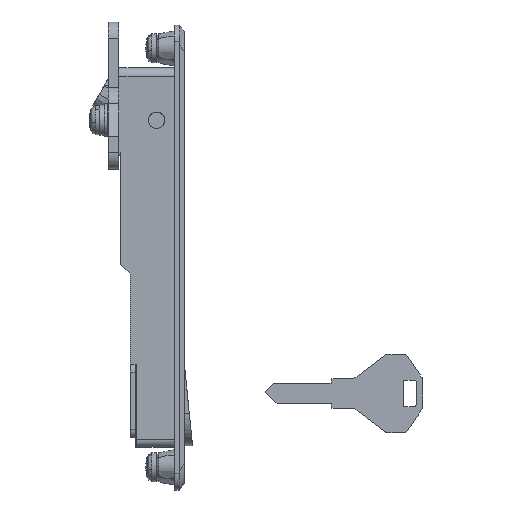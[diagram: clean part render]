
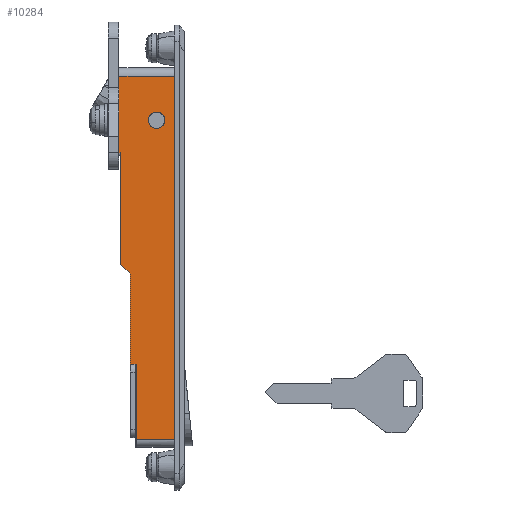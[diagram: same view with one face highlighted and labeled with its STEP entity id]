
A CAD part, left-side view. The second image highlights one B-rep face of the part: STEP entity #10284.
In plain terms, the highlighted free-form (B-spline) face has degree [1, 1] with [2, 2] control points.
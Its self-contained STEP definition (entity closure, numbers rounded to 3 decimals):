
#6439=CARTESIAN_POINT('',(7.252,13.0,-20.217));
#6440=VERTEX_POINT('',#6439);
#6446=CARTESIAN_POINT('',(8.,13.0,-22.));
#6447=VERTEX_POINT('',#6446);
#6448=CARTESIAN_POINT('',(8.,13.0,-22.));
#6449=CARTESIAN_POINT('',(8.,13.,-21.648));
#6450=CARTESIAN_POINT('',(7.858,13.,-20.987));
#6451=CARTESIAN_POINT('',(7.474,13.,-20.434));
#6452=CARTESIAN_POINT('',(7.252,13.0,-20.217));
#6453=B_SPLINE_CURVE_WITH_KNOTS('',3,(#6448,#6449,#6450,#6451,#6452),.UNSPECIFIED.,.F.,.U.,(4,1,4),(0.,1.055,1.985),.UNSPECIFIED.);
#6454=EDGE_CURVE('',#6447,#6440,#6453,.T.);
#6456=CARTESIAN_POINT('',(5.5,13.0,-24.5));
#6457=VERTEX_POINT('',#6456);
#6458=CARTESIAN_POINT('',(5.5,13.0,-24.5));
#6459=CARTESIAN_POINT('',(5.807,13.,-24.5));
#6460=CARTESIAN_POINT('',(6.297,13.0,-24.408));
#6461=CARTESIAN_POINT('',(6.992,13.0,-24.048));
#6462=CARTESIAN_POINT('',(7.548,13.,-23.519));
#6463=CARTESIAN_POINT('',(7.921,13.,-22.777));
#6464=CARTESIAN_POINT('',(8.,13.,-22.245));
#6465=CARTESIAN_POINT('',(8.,13.0,-22.));
#6466=B_SPLINE_CURVE_WITH_KNOTS('',3,(#6458,#6459,#6460,#6461,#6462,#6463,#6464,#6465),.UNSPECIFIED.,.F.,.U.,(4,1,1,1,1,4),(0.,0.92,1.473,2.332,3.191,3.927),.UNSPECIFIED.);
#6467=EDGE_CURVE('',#6457,#6447,#6466,.T.);
#6469=CARTESIAN_POINT('',(3.,13.0,-22.));
#6470=VERTEX_POINT('',#6469);
#6471=CARTESIAN_POINT('',(3.,13.0,-22.));
#6472=CARTESIAN_POINT('',(3.,13.,-22.245));
#6473=CARTESIAN_POINT('',(3.061,13.0,-22.654));
#6474=CARTESIAN_POINT('',(3.289,13.0,-23.205));
#6475=CARTESIAN_POINT('',(3.615,13.0,-23.68));
#6476=CARTESIAN_POINT('',(4.032,13.,-24.049));
#6477=CARTESIAN_POINT('',(4.662,13.,-24.396));
#6478=CARTESIAN_POINT('',(5.152,13.,-24.5));
#6479=CARTESIAN_POINT('',(5.5,13.0,-24.5));
#6480=B_SPLINE_CURVE_WITH_KNOTS('',3,(#6471,#6472,#6473,#6474,#6475,#6476,#6477,#6478,#6479),.UNSPECIFIED.,.F.,.U.,(4,1,1,1,1,1,4),(0.,0.736,1.227,1.78,2.454,2.884,3.927),.UNSPECIFIED.);
#6481=EDGE_CURVE('',#6470,#6457,#6480,.T.);
#6483=CARTESIAN_POINT('',(3.717,13.0,-20.248));
#6484=VERTEX_POINT('',#6483);
#6485=CARTESIAN_POINT('',(3.717,13.0,-20.248));
#6486=CARTESIAN_POINT('',(3.504,13.,-20.464));
#6487=CARTESIAN_POINT('',(3.136,13.,-21.009));
#6488=CARTESIAN_POINT('',(3.,13.,-21.656));
#6489=CARTESIAN_POINT('',(3.,13.0,-22.));
#6490=B_SPLINE_CURVE_WITH_KNOTS('',3,(#6485,#6486,#6487,#6488,#6489),.UNSPECIFIED.,.F.,.U.,(4,1,4),(0.,0.91,1.942),.UNSPECIFIED.);
#6491=EDGE_CURVE('',#6484,#6470,#6490,.T.);
#6526=CARTESIAN_POINT('',(5.5,13.0,-19.5));
#6527=VERTEX_POINT('',#6526);
#6528=CARTESIAN_POINT('',(5.5,13.0,-19.5));
#6529=CARTESIAN_POINT('',(5.19,13.,-19.5));
#6530=CARTESIAN_POINT('',(4.528,13.,-19.625));
#6531=CARTESIAN_POINT('',(3.963,13.,-19.997));
#6532=CARTESIAN_POINT('',(3.717,13.0,-20.248));
#6533=B_SPLINE_CURVE_WITH_KNOTS('',3,(#6528,#6529,#6530,#6531,#6532),.UNSPECIFIED.,.F.,.U.,(4,1,4),(0.,0.931,1.985),.UNSPECIFIED.);
#6534=EDGE_CURVE('',#6527,#6484,#6533,.T.);
#6536=CARTESIAN_POINT('',(7.252,13.0,-20.217));
#6537=CARTESIAN_POINT('',(7.079,13.,-20.047));
#6538=CARTESIAN_POINT('',(6.716,13.,-19.781));
#6539=CARTESIAN_POINT('',(6.107,13.,-19.549));
#6540=CARTESIAN_POINT('',(5.702,13.,-19.5));
#6541=CARTESIAN_POINT('',(5.5,13.0,-19.5));
#6542=B_SPLINE_CURVE_WITH_KNOTS('',3,(#6536,#6537,#6538,#6539,#6540,#6541),.UNSPECIFIED.,.F.,.U.,(4,1,1,4),(0.,0.728,1.335,1.942),.UNSPECIFIED.);
#6543=EDGE_CURVE('',#6440,#6527,#6542,.T.);
#8870=CARTESIAN_POINT('',(11.7,13.0,-96.5));
#8871=VERTEX_POINT('',#8870);
#8877=CARTESIAN_POINT('',(13.5,13.0,-96.5));
#8878=VERTEX_POINT('',#8877);
#8879=CARTESIAN_POINT('',(11.7,13.0,-96.5));
#8880=CARTESIAN_POINT('',(13.5,13.0,-96.5));
#8881=QUASI_UNIFORM_CURVE('',1,(#8879,#8880),.UNSPECIFIED.,.F.,.U.);
#8882=EDGE_CURVE('',#8871,#8878,#8881,.T.);
#8976=CARTESIAN_POINT('',(11.7,13.0,-119.5));
#8977=VERTEX_POINT('',#8976);
#8989=CARTESIAN_POINT('',(11.7,13.0,-96.5));
#8990=CARTESIAN_POINT('',(11.7,13.0,-119.5));
#8991=QUASI_UNIFORM_CURVE('',1,(#8989,#8990),.UNSPECIFIED.,.F.,.U.);
#8992=EDGE_CURVE('',#8871,#8977,#8991,.T.);
#9623=CARTESIAN_POINT('',(17.,13.0,-32.0));
#9624=VERTEX_POINT('',#9623);
#9642=CARTESIAN_POINT('',(16.5,13.0,-32.0));
#9643=VERTEX_POINT('',#9642);
#9654=CARTESIAN_POINT('',(16.5,13.0,-32.0));
#9655=CARTESIAN_POINT('',(17.,13.0,-32.0));
#9656=QUASI_UNIFORM_CURVE('',1,(#9654,#9655),.UNSPECIFIED.,.F.,.U.);
#9657=EDGE_CURVE('',#9643,#9624,#9656,.T.);
#10050=CARTESIAN_POINT('',(0.0,13.0,-119.5));
#10051=VERTEX_POINT('',#10050);
#10064=CARTESIAN_POINT('',(11.7,13.0,-119.5));
#10065=CARTESIAN_POINT('',(0.0,13.0,-119.5));
#10066=QUASI_UNIFORM_CURVE('',1,(#10064,#10065),.UNSPECIFIED.,.F.,.U.);
#10067=EDGE_CURVE('',#8977,#10051,#10066,.T.);
#10135=CARTESIAN_POINT('',(0.0,13.0,-8.5));
#10136=VERTEX_POINT('',#10135);
#10155=CARTESIAN_POINT('',(17.,13.0,-8.5));
#10156=VERTEX_POINT('',#10155);
#10168=CARTESIAN_POINT('',(0.0,13.0,-8.5));
#10169=CARTESIAN_POINT('',(17.,13.0,-8.5));
#10170=QUASI_UNIFORM_CURVE('',1,(#10168,#10169),.UNSPECIFIED.,.F.,.U.);
#10171=EDGE_CURVE('',#10136,#10156,#10170,.T.);
#10235=CARTESIAN_POINT('',(-0.849,13.0,-125.044));
#10236=CARTESIAN_POINT('',(17.849,13.0,-125.044));
#10237=CARTESIAN_POINT('',(-0.849,13.0,-2.956));
#10238=CARTESIAN_POINT('',(17.849,13.0,-2.956));
#10239=B_SPLINE_SURFACE_WITH_KNOTS('',1,1,((#10235,#10237),(#10236,#10238)),.UNSPECIFIED.,.F.,.F.,.U.,(2,2),(2,2),(0.0,18.698),(0.0,122.089),.UNSPECIFIED.);
#10240=ORIENTED_EDGE('',*,*,#8992,.T.);
#10241=ORIENTED_EDGE('',*,*,#10067,.T.);
#10242=CARTESIAN_POINT('',(0.0,13.0,-119.5));
#10243=CARTESIAN_POINT('',(0.0,13.0,-8.5));
#10244=QUASI_UNIFORM_CURVE('',1,(#10242,#10243),.UNSPECIFIED.,.F.,.U.);
#10245=EDGE_CURVE('',#10051,#10136,#10244,.T.);
#10246=ORIENTED_EDGE('',*,*,#10245,.T.);
#10247=ORIENTED_EDGE('',*,*,#10171,.T.);
#10248=CARTESIAN_POINT('',(17.,13.0,-32.0));
#10249=CARTESIAN_POINT('',(17.,13.0,-8.5));
#10250=QUASI_UNIFORM_CURVE('',1,(#10248,#10249),.UNSPECIFIED.,.F.,.U.);
#10251=EDGE_CURVE('',#9624,#10156,#10250,.T.);
#10252=ORIENTED_EDGE('',*,*,#10251,.F.);
#10253=ORIENTED_EDGE('',*,*,#9657,.F.);
#10254=CARTESIAN_POINT('',(16.5,13.0,-66.0));
#10255=VERTEX_POINT('',#10254);
#10256=CARTESIAN_POINT('',(16.5,13.0,-32.0));
#10257=CARTESIAN_POINT('',(16.5,13.0,-66.0));
#10258=QUASI_UNIFORM_CURVE('',1,(#10256,#10257),.UNSPECIFIED.,.F.,.U.);
#10259=EDGE_CURVE('',#9643,#10255,#10258,.T.);
#10260=ORIENTED_EDGE('',*,*,#10259,.T.);
#10261=CARTESIAN_POINT('',(13.5,13.0,-69.0));
#10262=VERTEX_POINT('',#10261);
#10263=CARTESIAN_POINT('',(16.5,13.0,-66.0));
#10264=CARTESIAN_POINT('',(13.5,13.0,-69.0));
#10265=QUASI_UNIFORM_CURVE('',1,(#10263,#10264),.UNSPECIFIED.,.F.,.U.);
#10266=EDGE_CURVE('',#10255,#10262,#10265,.T.);
#10267=ORIENTED_EDGE('',*,*,#10266,.T.);
#10268=CARTESIAN_POINT('',(13.5,13.0,-69.0));
#10269=CARTESIAN_POINT('',(13.5,13.0,-96.5));
#10270=QUASI_UNIFORM_CURVE('',1,(#10268,#10269),.UNSPECIFIED.,.F.,.U.);
#10271=EDGE_CURVE('',#10262,#8878,#10270,.T.);
#10272=ORIENTED_EDGE('',*,*,#10271,.T.);
#10273=ORIENTED_EDGE('',*,*,#8882,.F.);
#10274=EDGE_LOOP('',(#10240,#10241,#10246,#10247,#10252,#10253,#10260,#10267,#10272,#10273));
#10275=FACE_OUTER_BOUND('',#10274,.T.);
#10276=ORIENTED_EDGE('',*,*,#6481,.T.);
#10277=ORIENTED_EDGE('',*,*,#6467,.T.);
#10278=ORIENTED_EDGE('',*,*,#6454,.T.);
#10279=ORIENTED_EDGE('',*,*,#6543,.T.);
#10280=ORIENTED_EDGE('',*,*,#6534,.T.);
#10281=ORIENTED_EDGE('',*,*,#6491,.T.);
#10282=EDGE_LOOP('',(#10276,#10277,#10278,#10279,#10280,#10281));
#10283=FACE_BOUND('',#10282,.T.);
#10284=ADVANCED_FACE('',(#10275,#10283),#10239,.F.);
